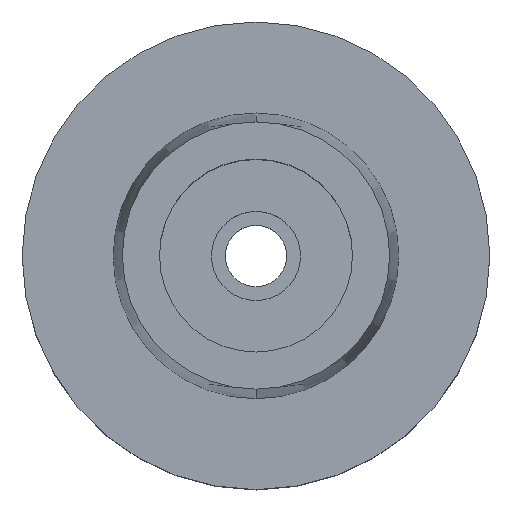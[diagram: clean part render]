
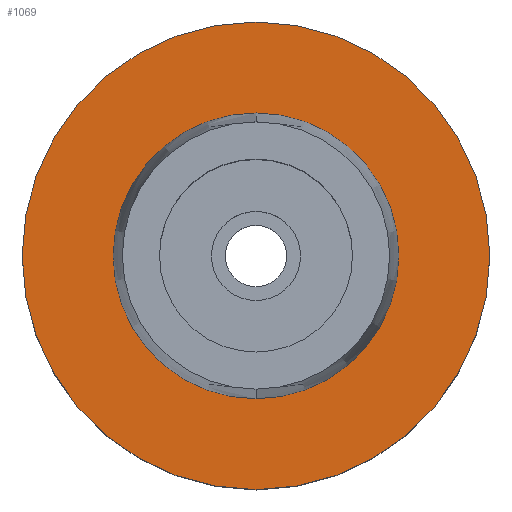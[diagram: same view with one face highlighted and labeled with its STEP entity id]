
A CAD part, top view. The second image highlights one B-rep face of the part: STEP entity #1069.
In plain terms, the highlighted planar face has unit normal (0, 0, 1).
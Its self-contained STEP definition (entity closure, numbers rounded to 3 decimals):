
#64=CARTESIAN_POINT('',(0.,0.,0.));
#65=DIRECTION('',(0.,0.,-1.));
#66=DIRECTION('',(0.,-1.,0.));
#67=AXIS2_PLACEMENT_3D('',#64,#65,#66);
#72=CARTESIAN_POINT('',(0.,0.,0.));
#73=DIRECTION('',(0.,0.,-1.));
#74=DIRECTION('',(0.,1.,0.));
#75=AXIS2_PLACEMENT_3D('',#72,#73,#74);
#80=CARTESIAN_POINT('',(0.,0.,0.));
#81=DIRECTION('',(0.,0.,1.));
#82=DIRECTION('',(0.,-1.,0.));
#83=AXIS2_PLACEMENT_3D('',#80,#81,#82);
#88=CARTESIAN_POINT('',(0.,0.,0.));
#89=DIRECTION('',(0.,0.,1.));
#90=DIRECTION('',(0.,1.,0.));
#91=AXIS2_PLACEMENT_3D('',#88,#89,#90);
#880=CARTESIAN_POINT('',(0.,19.25,0.));
#881=VERTEX_POINT('',#880);
#882=CARTESIAN_POINT('',(0.,-19.25,0.));
#883=VERTEX_POINT('',#882);
#884=CARTESIAN_POINT('',(0.,-31.5,0.));
#885=CARTESIAN_POINT('',(0.,31.5,0.));
#886=VERTEX_POINT('',#884);
#887=VERTEX_POINT('',#885);
#1054=CARTESIAN_POINT('',(0.,0.,0.));
#1055=DIRECTION('',(0.,0.,1.));
#1056=DIRECTION('',(0.,1.,0.));
#1057=AXIS2_PLACEMENT_3D('',#1054,#1055,#1056);
#1058=PLANE('',#1057);
#1060=ORIENTED_EDGE('',*,*,#1059,.T.);
#1062=ORIENTED_EDGE('',*,*,#1061,.T.);
#1063=EDGE_LOOP('',(#1060,#1062));
#1064=FACE_OUTER_BOUND('',#1063,.F.);
#1065=ORIENTED_EDGE('',*,*,#1047,.T.);
#1066=ORIENTED_EDGE('',*,*,#1036,.T.);
#1067=EDGE_LOOP('',(#1065,#1066));
#1068=FACE_BOUND('',#1067,.F.);
#68=CIRCLE('',#67,31.5);
#76=CIRCLE('',#75,31.5);
#84=CIRCLE('',#83,19.25);
#92=CIRCLE('',#91,19.25);
#1036=EDGE_CURVE('',#881,#883,#92,.T.);
#1047=EDGE_CURVE('',#883,#881,#84,.T.);
#1059=EDGE_CURVE('',#886,#887,#68,.T.);
#1061=EDGE_CURVE('',#887,#886,#76,.T.);
#1069=ADVANCED_FACE('',(#1064,#1068),#1058,.T.);
